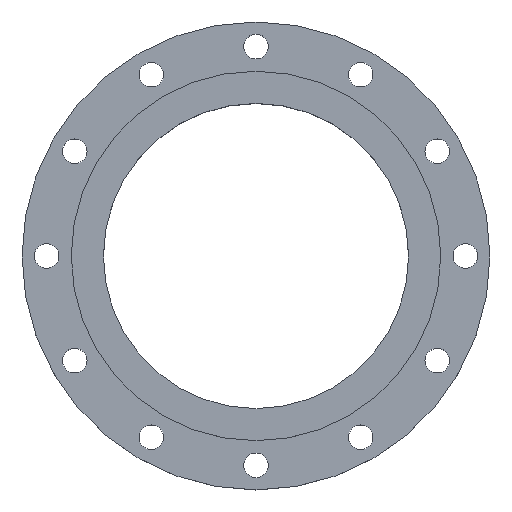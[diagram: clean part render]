
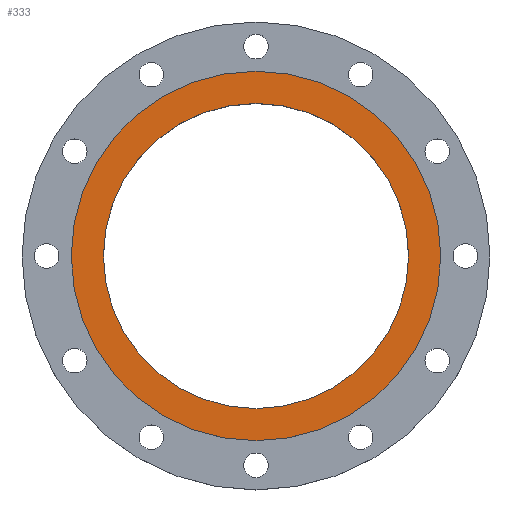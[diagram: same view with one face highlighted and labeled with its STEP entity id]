
A CAD part, top view. The second image highlights one B-rep face of the part: STEP entity #333.
In plain terms, the highlighted planar face has unit normal (0, 0, 1).
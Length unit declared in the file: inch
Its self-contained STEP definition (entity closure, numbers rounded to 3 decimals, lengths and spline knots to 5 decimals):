
#25 = EDGE_LOOP ( 'NONE', ( #216, #1390 ) ) ;
#37 = DIRECTION ( 'NONE',  ( -1., 0., 0. ) ) ;
#52 = DIRECTION ( 'NONE',  ( 1., 0., 0. ) ) ;
#53 = ORIENTED_EDGE ( 'NONE', *, *, #854, .T. ) ;
#81 = DIRECTION ( 'NONE',  ( 0., 0., 1. ) ) ;
#110 = DIRECTION ( 'NONE',  ( 0., 0., 1. ) ) ;
#138 = DIRECTION ( 'NONE',  ( 0., 0., -1. ) ) ;
#163 = EDGE_LOOP ( 'NONE', ( #315, #53 ) ) ;
#181 = CIRCLE ( 'NONE', #707, 6.195 ) ;
#185 = DIRECTION ( 'NONE',  ( 0., 0., 1. ) ) ;
#216 = ORIENTED_EDGE ( 'NONE', *, *, #1436, .F. ) ;
#226 = AXIS2_PLACEMENT_3D ( 'NONE', #1174, #185, #52 ) ;
#242 = DIRECTION ( 'NONE',  ( 0., 0., 1. ) ) ;
#247 = PLANE ( 'NONE',  #452 ) ;
#286 = CIRCLE ( 'NONE', #1151, 6.195 ) ;
#315 = ORIENTED_EDGE ( 'NONE', *, *, #952, .T. ) ;
#333 = ADVANCED_FACE ( 'NONE', ( #377, #810 ), #247, .F. ) ;
#377 = FACE_BOUND ( 'NONE', #25, .T. ) ;
#452 = AXIS2_PLACEMENT_3D ( 'NONE', #1045, #138, #37 ) ;
#453 = CARTESIAN_POINT ( 'NONE',  ( 0., 0., 0. ) ) ;
#561 = DIRECTION ( 'NONE',  ( 1., 0., 0. ) ) ;
#567 = EDGE_CURVE ( 'NONE', #1049, #841, #181, .T. ) ;
#704 = DIRECTION ( 'NONE',  ( 1., 0., 0. ) ) ;
#707 = AXIS2_PLACEMENT_3D ( 'NONE', #991, #110, #561 ) ;
#789 = AXIS2_PLACEMENT_3D ( 'NONE', #1426, #81, #1437 ) ;
#810 = FACE_OUTER_BOUND ( 'NONE', #163, .T. ) ;
#841 = VERTEX_POINT ( 'NONE', #1059 ) ;
#854 = EDGE_CURVE ( 'NONE', #1231, #1440, #1093, .T. ) ;
#872 = CARTESIAN_POINT ( 'NONE',  ( -7.5, 0., 0. ) ) ;
#952 = EDGE_CURVE ( 'NONE', #1440, #1231, #1025, .T. ) ;
#991 = CARTESIAN_POINT ( 'NONE',  ( 0., 0., 0. ) ) ;
#1025 = CIRCLE ( 'NONE', #789, 7.5 ) ;
#1042 = CARTESIAN_POINT ( 'NONE',  ( 7.5, 0., 0. ) ) ;
#1045 = CARTESIAN_POINT ( 'NONE',  ( 0., 6.195, 0. ) ) ;
#1049 = VERTEX_POINT ( 'NONE', #1389 ) ;
#1059 = CARTESIAN_POINT ( 'NONE',  ( 6.195, 0., 0. ) ) ;
#1093 = CIRCLE ( 'NONE', #226, 7.5 ) ;
#1151 = AXIS2_PLACEMENT_3D ( 'NONE', #453, #242, #704 ) ;
#1174 = CARTESIAN_POINT ( 'NONE',  ( 0., 0., 0. ) ) ;
#1231 = VERTEX_POINT ( 'NONE', #872 ) ;
#1389 = CARTESIAN_POINT ( 'NONE',  ( -6.195, 0., 0. ) ) ;
#1390 = ORIENTED_EDGE ( 'NONE', *, *, #567, .F. ) ;
#1426 = CARTESIAN_POINT ( 'NONE',  ( 0., 0., 0. ) ) ;
#1436 = EDGE_CURVE ( 'NONE', #841, #1049, #286, .T. ) ;
#1437 = DIRECTION ( 'NONE',  ( 1., 0., 0. ) ) ;
#1440 = VERTEX_POINT ( 'NONE', #1042 ) ;
